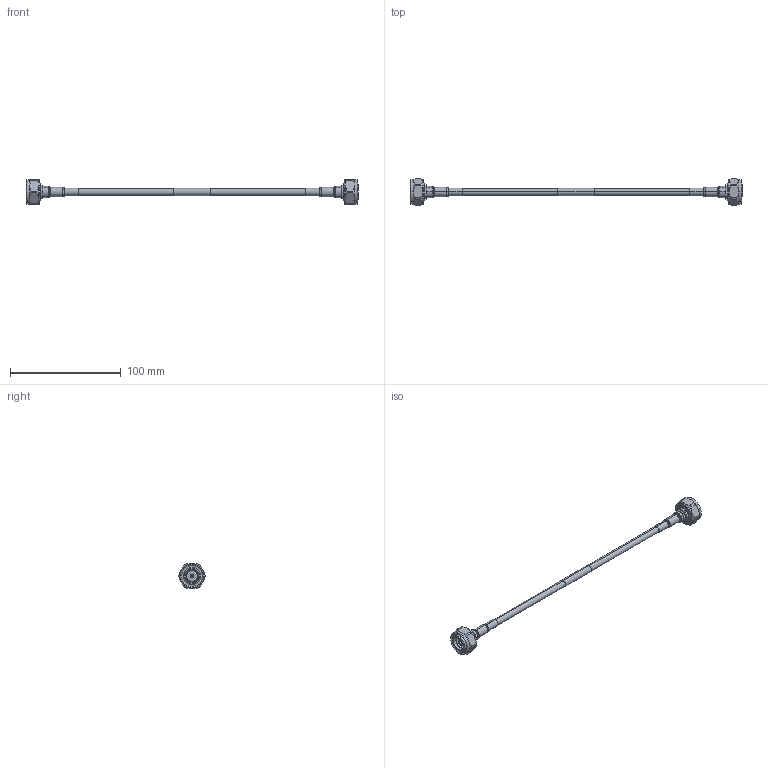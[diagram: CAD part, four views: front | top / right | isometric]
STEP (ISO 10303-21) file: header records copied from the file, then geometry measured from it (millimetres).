
FILE_DESCRIPTION (( 'STEP AP214' ), '1' );
FILE_NAME ('FMCA100227_3D.step', '2025-02-11T17:11:50', ( '' ), ( '' ), 'SwSTEP 2.0', 'SolidWorks 2022', '' );
FILE_SCHEMA (( 'AUTOMOTIVE_DESIGN' ));
Length unit declared in the file: inch
Products named in the file (7): Copy of TC-240-4310M-X_ferrule^TC-240-4310M-X_FMCA100227; TC-240-4310M-X^FMCA100227; Copy of TC-240-4310M-X_c-contact^TC-240-4310M-X_FMCA100227; LMR-240-UF^FMCA100227_WITH LABEL; Copy of TC-240-4310M-X_insulator^TC-240-4310M-X_FMCA100227; Copy of TC-240-4310M-X_body^TC-240-4310M-X_FMCA100227; FMCA100227_3D
Assembly tree (7 placements, depth 3):
  FMCA100227_3D
    LMR-240-UF^FMCA100227_WITH LABEL
    TC-240-4310M-X^FMCA100227  x2
      Copy of TC-240-4310M-X_body^TC-240-4310M-X_FMCA100227
      Copy of TC-240-4310M-X_c-contact^TC-240-4310M-X_FMCA100227
      Copy of TC-240-4310M-X_insulator^TC-240-4310M-X_FMCA100227
      Copy of TC-240-4310M-X_ferrule^TC-240-4310M-X_FMCA100227
Bounding box: 299.38 x 24.5 x 22 mm (x, y, z)
Volume: 16839.1 mm3; surface area: 17227.4 mm2
Topology: 9 solids, 13 shells, 490 faces, 1022 edges, 586 vertices
Faces by surface type: cone 180, cylinder 158, plane 76, torus 76
Entity records: 7164 total; most frequent: CARTESIAN_POINT 1324, DIRECTION 1318, ORIENTED_EDGE 1036, AXIS2_PLACEMENT_3D 567, EDGE_CURVE 518, CIRCLE 306, VERTEX_POINT 299, EDGE_LOOP 277
